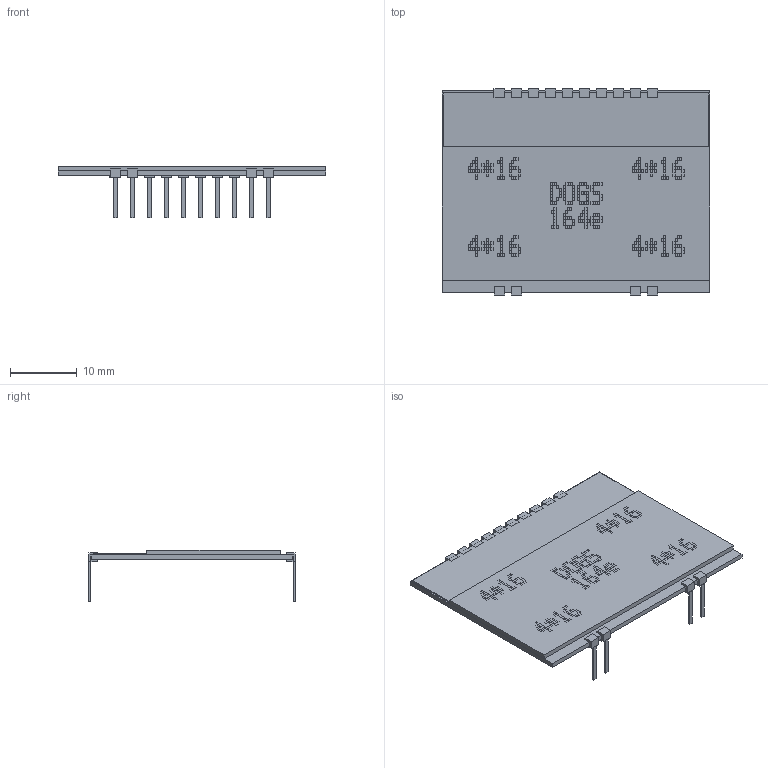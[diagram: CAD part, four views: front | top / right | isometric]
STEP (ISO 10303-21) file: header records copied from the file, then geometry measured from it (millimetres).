
FILE_DESCRIPTION(/* description */ (''),/* implementation_level */ '2;1');
FILE_NAME(/* name */ 'EA DOGS164W-A.step',/* time_stamp */ '2023-09-04T14:58:37-07:00',/* author */ (''),/* organization */ (''),/* preprocessor_version */ 'ST-DEVELOPER v20',/* originating_system */ 'Autodesk Translation Framework v12.9.0.99',/* authorisation */ '');
FILE_SCHEMA (('AUTOMOTIVE_DESIGN { 1 0 10303 214 3 1 1 }'));
Length unit declared in the file: millimetre
Products named in the file (1): EA DOGS164W-A
Bounding box: 40 x 30.77 x 7.71 mm (x, y, z)
Volume: 1500.8 mm3; surface area: 5273.9 mm2
Topology: 362 solids, 362 shells, 2200 faces, 4428 edges, 2952 vertices
Faces by surface type: plane 2200
Entity records: 55666 total; most frequent: CARTESIAN_POINT 9581, ORIENTED_EDGE 8856, DIRECTION 8830, LINE 4428, VECTOR 4428, EDGE_CURVE 4428, VERTEX_POINT 2952, AXIS2_PLACEMENT_3D 2201
